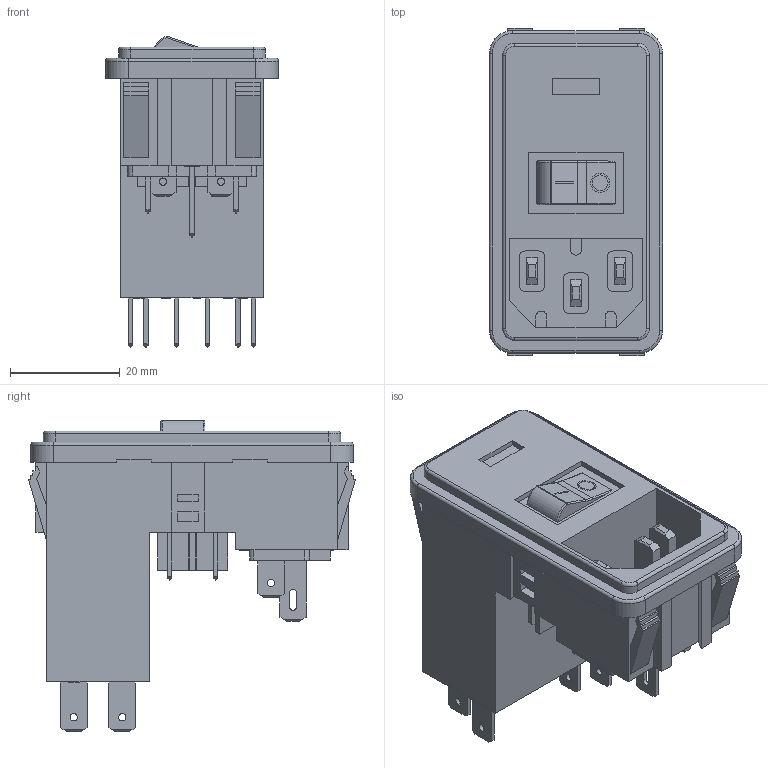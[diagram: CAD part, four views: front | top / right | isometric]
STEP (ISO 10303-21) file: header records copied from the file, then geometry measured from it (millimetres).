
FILE_DESCRIPTION (( 'STEP AP203' ), '1' );
FILE_NAME ('83543010-R1.STEP', '2007-07-23T14:54:13', ( ' ' ), ( ' ' ), 'SwSTEP 2.0', 'SolidWorks 2007', '' );
FILE_SCHEMA (( 'CONFIG_CONTROL_DESIGN' ));
Length unit declared in the file: millimetre
Products named in the file (1): 83543010-R1
Bounding box: 31.49 x 59.52 x 56.71 mm (x, y, z)
Volume: 35595 mm3; surface area: 16229.5 mm2
Topology: 1 solids, 1 shells, 595 faces, 1600 edges, 1056 vertices
Faces by surface type: plane 461, cylinder 83, bspline 37, torus 12, sphere 2
Entity records: 20483 total; most frequent: CARTESIAN_POINT 5511, ORIENTED_EDGE 3196, DIRECTION 2816, EDGE_CURVE 1598, VECTOR 1342, LINE 1342, VERTEX_POINT 1056, AXIS2_PLACEMENT_3D 737
